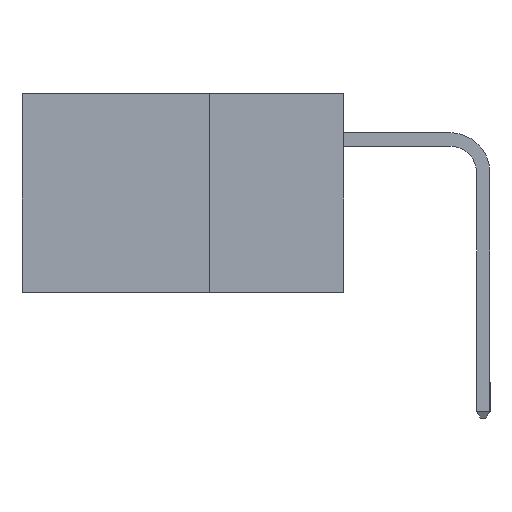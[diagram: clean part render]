
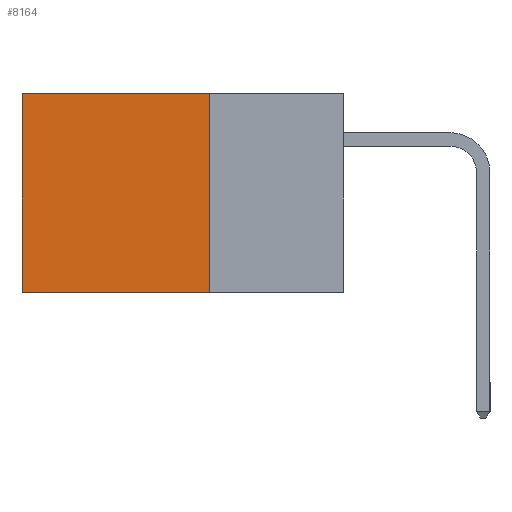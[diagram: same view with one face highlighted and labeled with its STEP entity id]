
A CAD part, left-side view. The second image highlights one B-rep face of the part: STEP entity #8164.
In plain terms, the highlighted planar face has unit normal (-1, 0, 0).
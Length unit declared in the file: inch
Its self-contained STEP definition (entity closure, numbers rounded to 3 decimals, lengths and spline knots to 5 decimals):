
#113 = CARTESIAN_POINT ( 'NONE',  ( 0.298, 0.6, 0. ) ) ;
#191 = DIRECTION ( 'NONE',  ( 0., 0., -1. ) ) ;
#560 = EDGE_CURVE ( 'NONE', #8281, #11745, #4799, .T. ) ;
#1738 = ORIENTED_EDGE ( 'NONE', *, *, #560, .F. ) ;
#3354 = DIRECTION ( 'NONE',  ( 0., 1., 0. ) ) ;
#4717 = LINE ( 'NONE', #113, #7966 ) ;
#4799 = LINE ( 'NONE', #9919, #11221 ) ;
#5578 = VECTOR ( 'NONE', #3354, 39.37008 ) ;
#5850 = FACE_OUTER_BOUND ( 'NONE', #10169, .T. ) ;
#6494 = EDGE_CURVE ( 'NONE', #8281, #14219, #16317, .T. ) ;
#7966 = VECTOR ( 'NONE', #11336, 39.37008 ) ;
#8107 = CARTESIAN_POINT ( 'NONE',  ( 0.298, 0.25, -0.37 ) ) ;
#8164 = ADVANCED_FACE ( 'NONE', ( #5850 ), #14025, .F. ) ;
#8281 = VERTEX_POINT ( 'NONE', #14304 ) ;
#8466 = VERTEX_POINT ( 'NONE', #16036 ) ;
#8692 = DIRECTION ( 'NONE',  ( 1., 0., 0. ) ) ;
#9919 = CARTESIAN_POINT ( 'NONE',  ( 0.298, 0.25, 0. ) ) ;
#10169 = EDGE_LOOP ( 'NONE', ( #15368, #15469, #1738, #17093 ) ) ;
#10394 = VECTOR ( 'NONE', #13503, 39.37008 ) ;
#10482 = CARTESIAN_POINT ( 'NONE',  ( 0.298, 0.25, -0.37 ) ) ;
#10492 = AXIS2_PLACEMENT_3D ( 'NONE', #16691, #8692, #191 ) ;
#10805 = LINE ( 'NONE', #8107, #10394 ) ;
#11221 = VECTOR ( 'NONE', #12084, 39.37008 ) ;
#11336 = DIRECTION ( 'NONE',  ( 0., 0., -1. ) ) ;
#11745 = VERTEX_POINT ( 'NONE', #10482 ) ;
#12084 = DIRECTION ( 'NONE',  ( 0., 0., -1. ) ) ;
#13281 = CARTESIAN_POINT ( 'NONE',  ( 0.298, 0.6, 0. ) ) ;
#13498 = EDGE_CURVE ( 'NONE', #11745, #8466, #10805, .T. ) ;
#13503 = DIRECTION ( 'NONE',  ( 0., 1., 0. ) ) ;
#14025 = PLANE ( 'NONE',  #10492 ) ;
#14219 = VERTEX_POINT ( 'NONE', #13281 ) ;
#14304 = CARTESIAN_POINT ( 'NONE',  ( 0.298, 0.25, 0. ) ) ;
#15034 = EDGE_CURVE ( 'NONE', #14219, #8466, #4717, .T. ) ;
#15368 = ORIENTED_EDGE ( 'NONE', *, *, #15034, .T. ) ;
#15469 = ORIENTED_EDGE ( 'NONE', *, *, #13498, .F. ) ;
#16036 = CARTESIAN_POINT ( 'NONE',  ( 0.298, 0.6, -0.37 ) ) ;
#16317 = LINE ( 'NONE', #17748, #5578 ) ;
#16691 = CARTESIAN_POINT ( 'NONE',  ( 0.298, 0.25, 0. ) ) ;
#17093 = ORIENTED_EDGE ( 'NONE', *, *, #6494, .T. ) ;
#17748 = CARTESIAN_POINT ( 'NONE',  ( 0.298, 0.25, 0. ) ) ;
